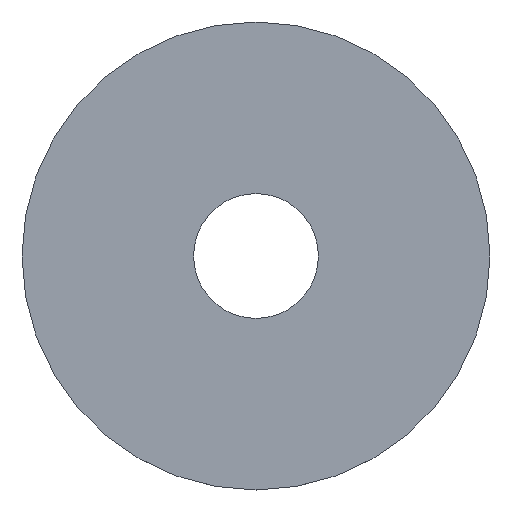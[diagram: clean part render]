
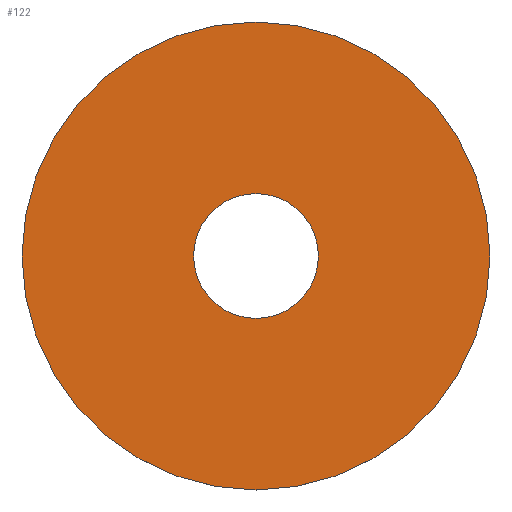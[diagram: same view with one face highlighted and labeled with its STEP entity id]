
A CAD part, top view. The second image highlights one B-rep face of the part: STEP entity #122.
In plain terms, the highlighted planar face has unit normal (0, 0, 1).
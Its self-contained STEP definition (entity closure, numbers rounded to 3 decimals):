
#4 = AXIS2_PLACEMENT_3D ( 'NONE', #64, #153, #168 ) ;
#8 = CARTESIAN_POINT ( 'NONE',  ( 0., 0., 0.4 ) ) ;
#12 = PLANE ( 'NONE',  #4 ) ;
#13 = VERTEX_POINT ( 'NONE', #79 ) ;
#15 = CARTESIAN_POINT ( 'NONE',  ( 0., 0., 0.4 ) ) ;
#34 = EDGE_LOOP ( 'NONE', ( #37 ) ) ;
#35 = DIRECTION ( 'NONE',  ( 0., 1., 0. ) ) ;
#37 = ORIENTED_EDGE ( 'NONE', *, *, #77, .F. ) ;
#47 = ORIENTED_EDGE ( 'NONE', *, *, #112, .T. ) ;
#60 = DIRECTION ( 'NONE',  ( 0., 0., -1. ) ) ;
#62 = CARTESIAN_POINT ( 'NONE',  ( 0., 4., 0.4 ) ) ;
#64 = CARTESIAN_POINT ( 'NONE',  ( 0., 4., 0.4 ) ) ;
#65 = DIRECTION ( 'NONE',  ( 0., 1., 0. ) ) ;
#69 = CIRCLE ( 'NONE', #156, 4. ) ;
#74 = EDGE_LOOP ( 'NONE', ( #47 ) ) ;
#77 = EDGE_CURVE ( 'NONE', #13, #13, #136, .T. ) ;
#79 = CARTESIAN_POINT ( 'NONE',  ( 0., 15., 0.4 ) ) ;
#82 = FACE_OUTER_BOUND ( 'NONE', #34, .T. ) ;
#92 = DIRECTION ( 'NONE',  ( 0., 0., -1. ) ) ;
#103 = FACE_BOUND ( 'NONE', #74, .T. ) ;
#112 = EDGE_CURVE ( 'NONE', #118, #118, #69, .T. ) ;
#118 = VERTEX_POINT ( 'NONE', #62 ) ;
#122 = ADVANCED_FACE ( 'NONE', ( #103, #82 ), #12, .T. ) ;
#127 = AXIS2_PLACEMENT_3D ( 'NONE', #8, #60, #35 ) ;
#136 = CIRCLE ( 'NONE', #127, 15. ) ;
#153 = DIRECTION ( 'NONE',  ( 0., 0., 1. ) ) ;
#156 = AXIS2_PLACEMENT_3D ( 'NONE', #15, #92, #65 ) ;
#168 = DIRECTION ( 'NONE',  ( 0., -1., 0. ) ) ;
